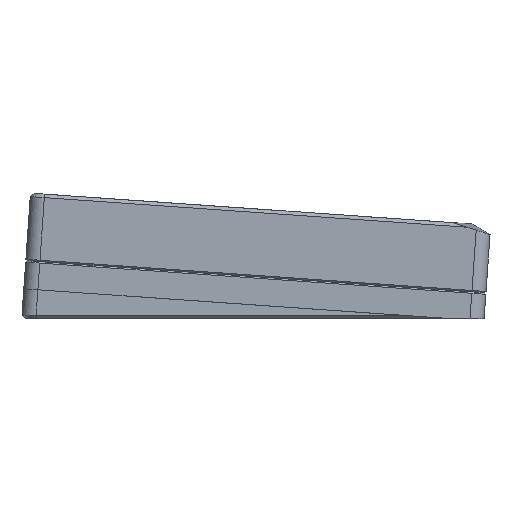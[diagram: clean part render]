
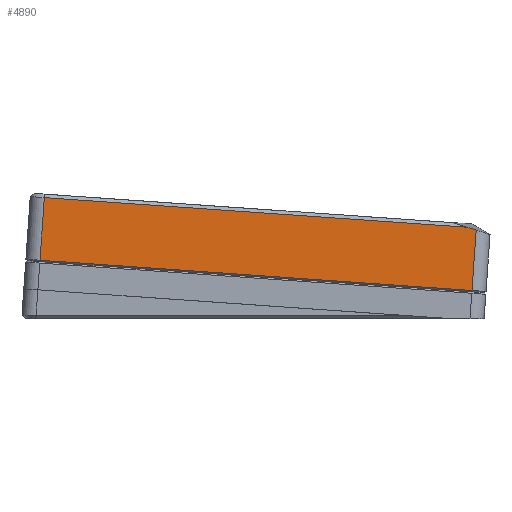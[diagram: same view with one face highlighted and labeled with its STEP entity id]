
A CAD part, left-side view. The second image highlights one B-rep face of the part: STEP entity #4890.
In plain terms, the highlighted planar face has unit normal (-1, 0, 0).
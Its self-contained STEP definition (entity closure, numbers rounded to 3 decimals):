
#628=FACE_OUTER_BOUND('',#930,.T.);
#930=EDGE_LOOP('',(#4287,#4288,#4289,#4290,#4291));
#1396=LINE('',#8257,#1884);
#1397=LINE('',#8311,#1885);
#1414=LINE('',#8405,#1902);
#1416=LINE('',#8411,#1904);
#1417=LINE('',#8412,#1905);
#1884=VECTOR('',#6680,10.);
#1885=VECTOR('',#6681,10.);
#1902=VECTOR('',#6728,10.);
#1904=VECTOR('',#6734,10.);
#1905=VECTOR('',#6735,10.);
#2355=VERTEX_POINT('',#8248);
#2356=VERTEX_POINT('',#8252);
#2357=VERTEX_POINT('',#8310);
#2363=VERTEX_POINT('',#8404);
#2365=VERTEX_POINT('',#8410);
#3002=EDGE_CURVE('',#2355,#2356,#1396,.T.);
#3003=EDGE_CURVE('',#2357,#2356,#1397,.T.);
#3022=EDGE_CURVE('',#2357,#2363,#1414,.T.);
#3025=EDGE_CURVE('',#2365,#2355,#1416,.T.);
#3026=EDGE_CURVE('',#2365,#2363,#1417,.T.);
#4287=ORIENTED_EDGE('',*,*,#3002,.F.);
#4288=ORIENTED_EDGE('',*,*,#3025,.F.);
#4289=ORIENTED_EDGE('',*,*,#3026,.T.);
#4290=ORIENTED_EDGE('',*,*,#3022,.F.);
#4291=ORIENTED_EDGE('',*,*,#3003,.T.);
#4625=PLANE('',#5371);
#4890=ADVANCED_FACE('',(#628),#4625,.T.);
#5371=AXIS2_PLACEMENT_3D('',#8409,#6732,#6733);
#6680=DIRECTION('',(0.,-0.998,-0.07));
#6681=DIRECTION('',(0.,0.951,0.31));
#6728=DIRECTION('',(0.,0.07,-0.998));
#6732=DIRECTION('center_axis',(-1.,0.,0.));
#6733=DIRECTION('ref_axis',(0.,-0.998,-0.07));
#6734=DIRECTION('',(0.,-0.07,0.998));
#6735=DIRECTION('',(0.,-0.998,-0.07));
#8248=CARTESIAN_POINT('',(-117.975,45.868,10.275));
#8252=CARTESIAN_POINT('',(-117.975,-44.025,3.989));
#8257=CARTESIAN_POINT('',(-117.975,22.896,8.668));
#8310=CARTESIAN_POINT('',(-117.975,-45.985,3.35));
#8311=CARTESIAN_POINT('',(-117.975,-5.725,16.46));
#8404=CARTESIAN_POINT('',(-117.975,-45.089,-9.468));
#8405=CARTESIAN_POINT('',(-117.975,-45.528,-3.184));
#8409=CARTESIAN_POINT('Origin',(-117.975,46.36,3.242));
#8410=CARTESIAN_POINT('',(-117.975,46.799,-3.043));
#8411=CARTESIAN_POINT('',(-117.975,46.36,3.242));
#8412=CARTESIAN_POINT('',(-117.975,23.827,-4.649));
